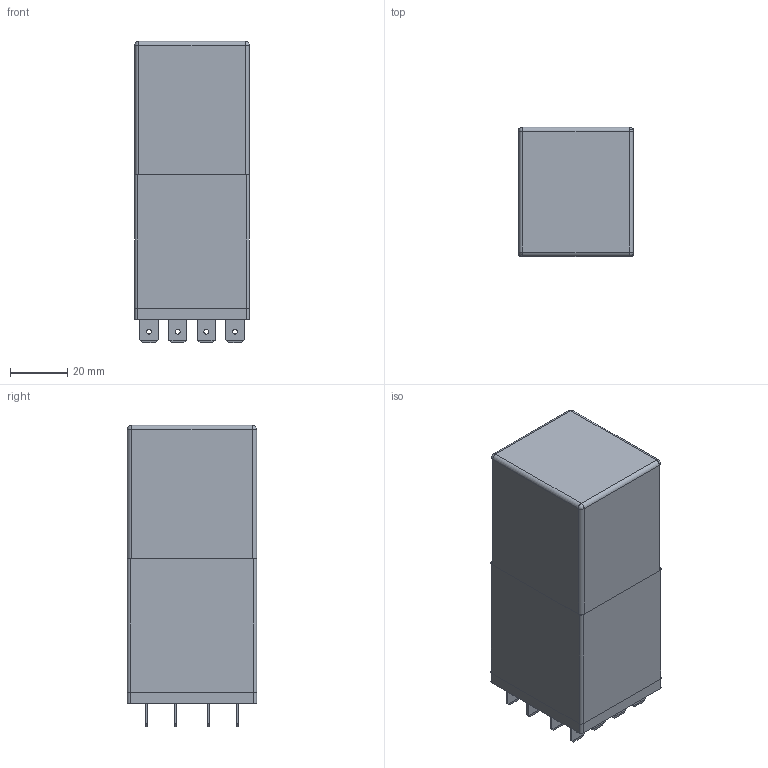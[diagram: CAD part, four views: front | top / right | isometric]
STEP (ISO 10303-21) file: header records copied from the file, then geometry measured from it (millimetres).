
FILE_DESCRIPTION((''),'2;1');
FILE_NAME('REL_ENERDIS_OKTMS4R.stp','2013-11-18T16:54:58',(''),(''),'Mechanical Desktop 2011','Mechanical Desktop 2011',', , ');
FILE_SCHEMA(('AUTOMOTIVE_DESIGN { 1 2 10303 214 1 1 1 1 }'));
Length unit declared in the file: millimetre
Products named in the file (1): Product
Bounding box: 40 x 45 x 105 mm (x, y, z)
Volume: 174983.6 mm3; surface area: 28881.6 mm2
Topology: 19 solids, 19 shells, 231 faces, 570 edges, 375 vertices
Faces by surface type: plane 178, cylinder 48, sphere 5
Entity records: 6852 total; most frequent: CARTESIAN_POINT 1175, ORIENTED_EDGE 1136, DIRECTION 1132, EDGE_CURVE 568, VECTOR 468, LINE 468, VERTEX_POINT 375, AXIS2_PLACEMENT_3D 332
